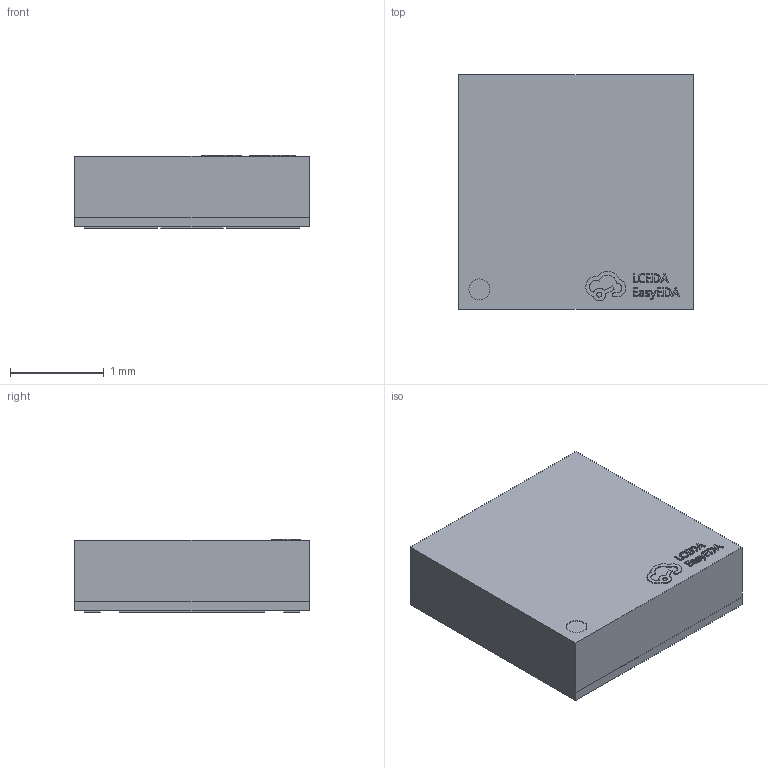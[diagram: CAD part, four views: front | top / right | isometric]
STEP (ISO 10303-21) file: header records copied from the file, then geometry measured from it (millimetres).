
FILE_DESCRIPTION (( 'STEP AP214' ), '1' );
FILE_NAME ('MCM-10_L2.5-W2.5-P0.50-BL-EP.STEP', '2022-10-08T23:54:39', ( '' ), ( '' ), 'SwSTEP 2.0', 'SolidWorks 2020', '' );
FILE_SCHEMA (( 'AUTOMOTIVE_DESIGN' ));
Length unit declared in the file: millimetre
Products named in the file (1): MCM-10_L2.5-W2.5-P0.50-BL-EP
Bounding box: 2.5 x 2.5 x 0.78 mm (x, y, z)
Volume: 4.8 mm3; surface area: 33 mm2
Topology: 2 solids, 2 shells, 305 faces, 804 edges, 536 vertices
Faces by surface type: plane 205, bspline 98, cylinder 2
Entity records: 13232 total; most frequent: CARTESIAN_POINT 2952, ORIENTED_EDGE 1608, DIRECTION 1024, EDGE_CURVE 804, LINE 600, VECTOR 600, VERTEX_POINT 536, EDGE_LOOP 338
